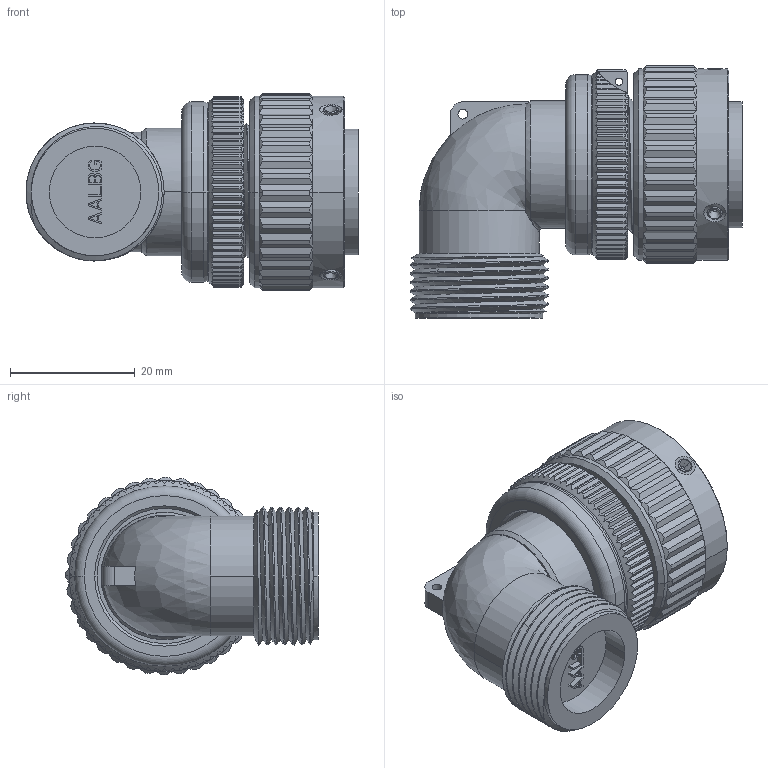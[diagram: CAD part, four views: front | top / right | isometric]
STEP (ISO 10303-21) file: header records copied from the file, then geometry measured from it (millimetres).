
FILE_DESCRIPTION((''),'2;1');
FILE_NAME('VG95234K-16S_SW0001','2023-03-28T12:46:30',('paultorloting'),('NET AG system integration'),'CREO PARAMETRIC BY PTC INC, 2021404','CREO PARAMETRIC BY PTC INC, 2021404','');
FILE_SCHEMA(('AUTOMOTIVE_DESIGN { 1 0 10303 214 1 1 1 1 }'));
Products named in the file (1): VG95234K-16S_SW0001
Bounding box: 53.27 x 40.47 x 31.72 mm (x, y, z)
Volume: 23349.6 mm3; surface area: 11978.6 mm2
Topology: 1 solids, 2 shells, 1336 faces, 3686 edges, 2308 vertices
Faces by surface type: bspline 543, plane 493, cylinder 176, cone 114, torus 10
Entity records: 69358 total; most frequent: CARTESIAN_POINT 35657, ORIENTED_EDGE 7360, DIRECTION 4179, EDGE_CURVE 3680, VERTEX_POINT 2308, VECTOR 1706, LINE 1706, B_SPLINE_CURVE_WITH_KNOTS 1542
